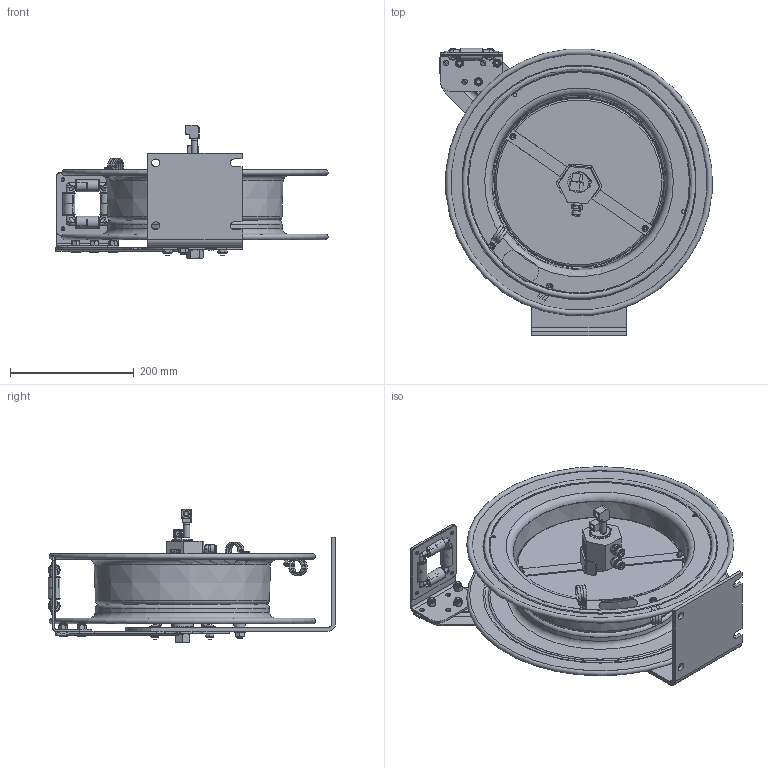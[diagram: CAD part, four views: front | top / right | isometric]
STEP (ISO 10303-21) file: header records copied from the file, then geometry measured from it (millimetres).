
FILE_DESCRIPTION(/* description */ (''),/* implementation_level */ '2;1');
FILE_NAME(/* name */ 'P-WL-140_SHARED.stp',/* time_stamp */ '2020-02-28T08:02:31-07:00',/* author */ ('NMelton'),/* organization */ (''),/* preprocessor_version */ 'ST-DEVELOPER v17',/* originating_system */ 'Autodesk Inventor 2019',/* authorisation */ '');
FILE_SCHEMA (('AUTOMOTIVE_DESIGN { 1 0 10303 214 3 1 1 }'));
Products named in the file (1): P-WL-140_SHARED
Bounding box: 439.89 x 464.23 x 215.55 mm (x, y, z)
Surface area: 1113138.1 mm2 (no closed solid volume)
Topology: 0 solids, 139 shells, 1942 faces, 8539 edges, 6512 vertices
Faces by surface type: plane 998, cylinder 377, bspline 300, cone 154, torus 81, sphere 32
Full cylindrical faces by diameter (mm): 1.93 x2, 2.54 x1, 3.048 x1, 3.962 x2, 4.699 x4, 4.75 x1, 4.826 x6, 5.08 x2, 5.182 x1, 5.556 x4, 5.575 x1, 5.588 x3, 6.35 x4, 7.112 x2, 7.938 x3, 8.636 x3, 8.731 x4, 8.89 x3, 10.312 x1, 11.43 x3, 11.557 x4, 12.192 x8, 12.548 x1, 12.7 x2, 14.287 x2, 15.875 x1, 19.05 x5, 28.575 x1, 29.87 x1, 31.674 x2
Entity records: 94354 total; most frequent: CARTESIAN_POINT 28137, ORIENTED_EDGE 12499, DIRECTION 11456, EDGE_CURVE 8503, VERTEX_POINT 6512, LINE 4848, VECTOR 4848, AXIS2_PLACEMENT_3D 3304
